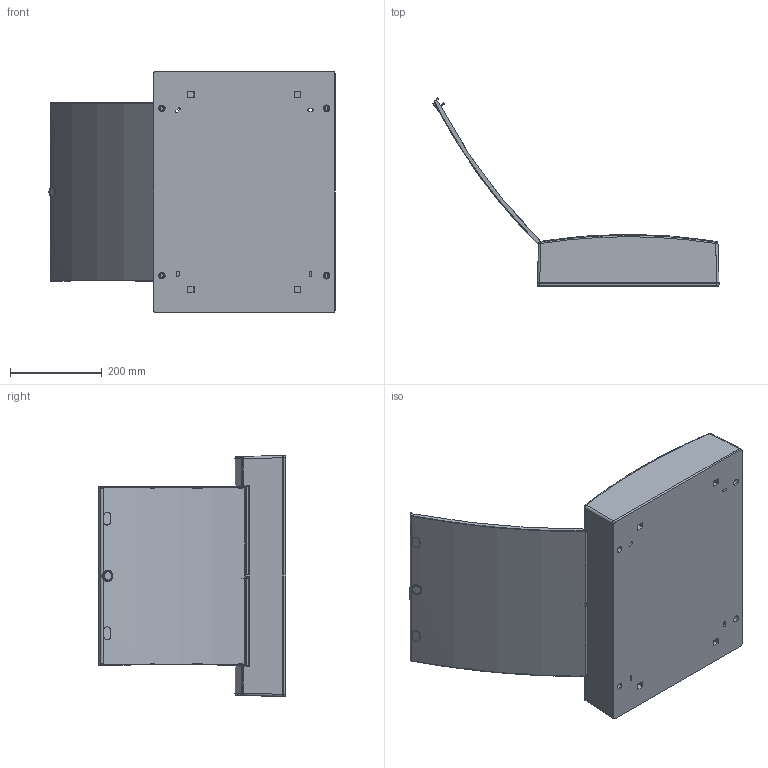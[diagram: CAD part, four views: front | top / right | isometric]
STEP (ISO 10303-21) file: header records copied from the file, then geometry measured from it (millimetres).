
FILE_DESCRIPTION(/* description */ ('Unknown'),/* implementation_level */ '2;1');
FILE_NAME(/* name */ 'ECT_3x18_PO_Media_Mod_Empty',/* time_stamp */ '2020-05-22T13:54:50+02:00',/* author */ ('Unknown'),/* organization */ ('Unknown'),/* preprocessor_version */ 'ST-DEVELOPER v16.7',/* originating_system */ 'DEX',/* authorisation */ $);
FILE_SCHEMA (('AUTOMOTIVE_DESIGN {1 0 10303 214 3 1 1}'));
Length unit declared in the file: millimetre
Products named in the file (8): ECT_3x18_PO_Media_Mod_Empty; Front_ECT_3x18; Door_ECT_3x18; Bottom_ECT_3x18; Pin; Screw_M4x8; ETI LOGO; TH_18_Rail
Assembly tree (11 placements, depth 2):
  ECT_3x18_PO_Media_Mod_Empty
    Front_ECT_3x18
    Door_ECT_3x18
    Bottom_ECT_3x18
    Pin  x4
    Screw_M4x8  x2
    ETI LOGO
    TH_18_Rail
Bounding box: 623.41 x 409.62 x 525.6 mm (x, y, z)
Volume: 2040857.3 mm3; surface area: 1484341.3 mm2
Topology: 13 solids, 13 shells, 1037 faces, 2717 edges, 1790 vertices
Faces by surface type: plane 677, cylinder 169, cone 167, bspline 14, sphere 6, torus 4
Full cylindrical faces by diameter (mm): 4 x2, 8 x2, 12.2 x4
Entity records: 28178 total; most frequent: CARTESIAN_POINT 6274, ORIENTED_EDGE 4476, DIRECTION 4467, EDGE_CURVE 2238, AXIS2_PLACEMENT_3D 1563, VERTEX_POINT 1507, LINE 1341, VECTOR 1341
